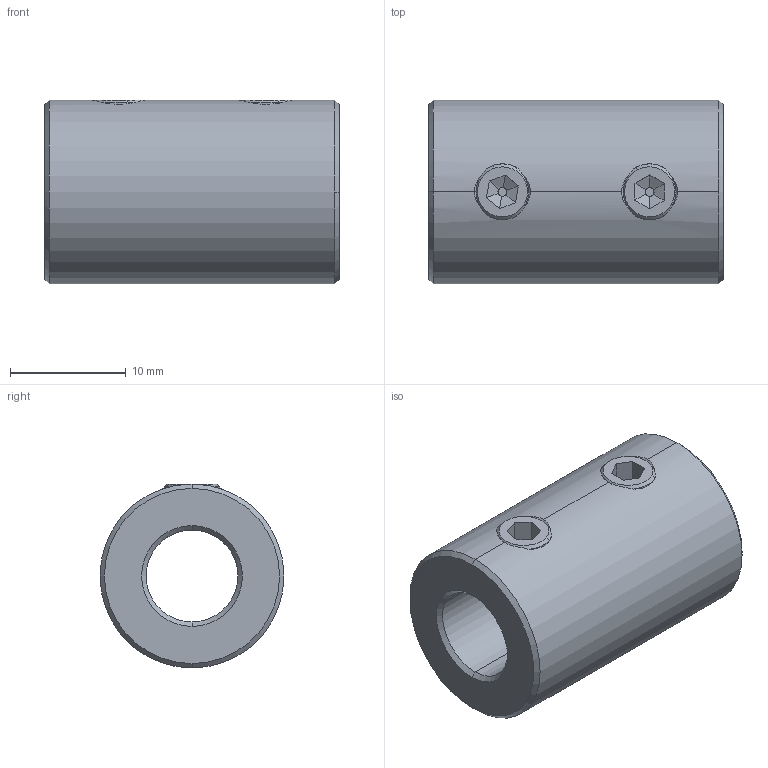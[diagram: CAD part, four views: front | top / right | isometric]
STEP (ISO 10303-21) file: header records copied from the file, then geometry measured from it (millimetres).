
FILE_DESCRIPTION (( 'STEP AP203' ), '1' );
FILE_NAME ('B0026H1LWG.3D.STEP', '2013-12-19T02:15:57', ( 'usher' ), ( '' ), 'SwSTEP 2.0', 'SolidWorks 2012', '' );
FILE_SCHEMA (( 'CONFIG_CONTROL_DESIGN' ));
Length unit declared in the file: millimetre
Products named in the file (1): B0026H1LWG.3D
Bounding box: 25.4 x 15.88 x 15.88 mm (x, y, z)
Volume: 3697.5 mm3; surface area: 2353.4 mm2
Topology: 1 solids, 1 shells, 104 faces, 274 edges, 170 vertices
Faces by surface type: cone 30, cylinder 26, plane 20, bspline 18, torus 10
Entity records: 5075 total; most frequent: CARTESIAN_POINT 2671, ORIENTED_EDGE 548, DIRECTION 416, EDGE_CURVE 274, VERTEX_POINT 170, AXIS2_PLACEMENT_3D 159, EDGE_LOOP 108, FACE_OUTER_BOUND 104
